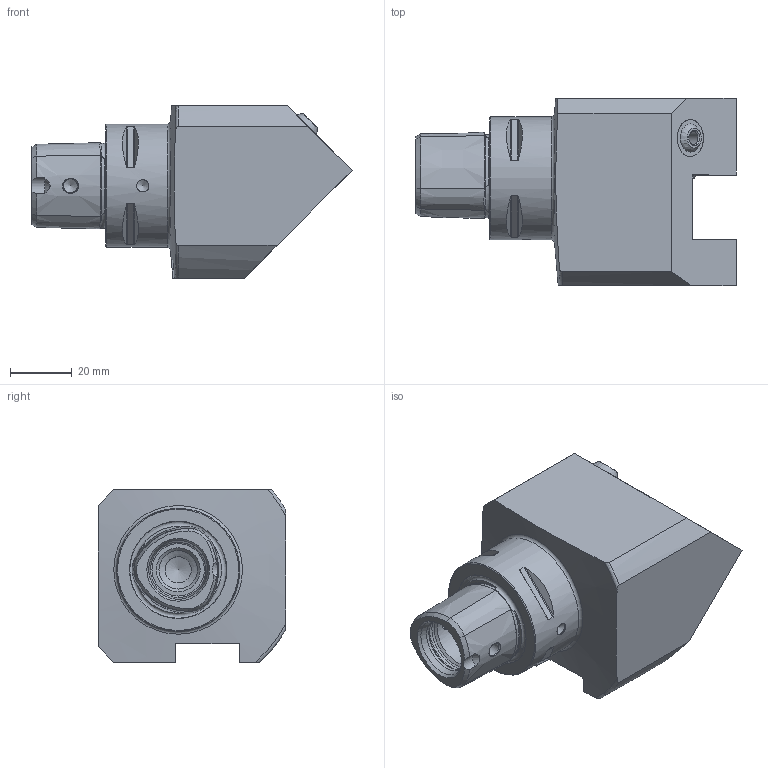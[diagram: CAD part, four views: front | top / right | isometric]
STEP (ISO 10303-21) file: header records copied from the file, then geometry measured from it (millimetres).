
FILE_DESCRIPTION (( 'STEP AP214' ), '1' );
FILE_NAME ('PS4.V20.R12.080.STEP', '2020-06-25T12:21:03', ( '' ), ( '' ), 'SwSTEP 2.0', 'SolidWorks 2017', '' );
FILE_SCHEMA (( 'AUTOMOTIVE_DESIGN' ));
Length unit declared in the file: millimetre
Products named in the file (6): PS4-V20.R12.080_A; KU1-U12.001.010_1; ISO 4026 - M10 x 25; PS4.V20.R12.080; KU1-U12.001.010; KU1-U12.001.010_2
Assembly tree (6 placements, depth 3):
  PS4.V20.R12.080
    PS4-V20.R12.080_A
    ISO 4026 - M10 x 25  x2
    KU1-U12.001.010
      KU1-U12.001.010_1
      KU1-U12.001.010_2
Bounding box: 104 x 61 x 56 mm (x, y, z)
Volume: 153961.6 mm3; surface area: 29611.9 mm2
Topology: 5 solids, 5 shells, 153 faces, 370 edges, 233 vertices
Faces by surface type: plane 54, cone 48, cylinder 29, torus 20, sphere 2
Full cylindrical faces by diameter (mm): 4 x1, 4.2 x2, 4.6 x2, 7 x1, 8.5 x3, 10 x2, 12 x2, 12.5 x1, 18 x2, 20 x1, 40 x1
Entity records: 4768 total; most frequent: CARTESIAN_POINT 1517, DIRECTION 605, ORIENTED_EDGE 566, EDGE_CURVE 283, AXIS2_PLACEMENT_3D 257, EDGE_LOOP 203, VERTEX_POINT 200, FACE_OUTER_BOUND 166
